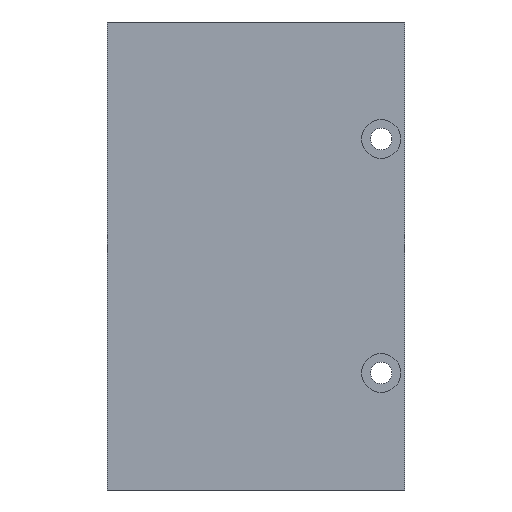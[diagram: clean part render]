
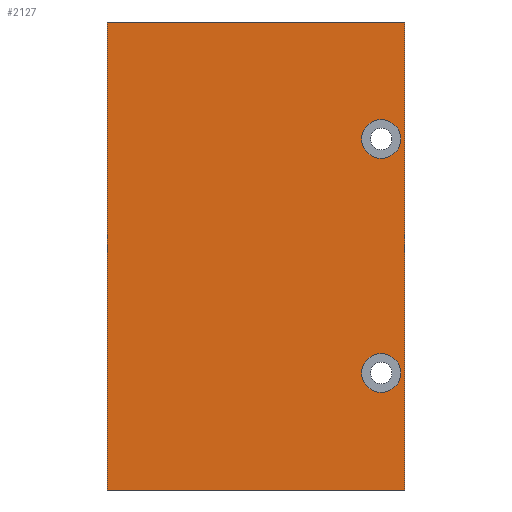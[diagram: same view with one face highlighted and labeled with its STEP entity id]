
A CAD part, left-side view. The second image highlights one B-rep face of the part: STEP entity #2127.
In plain terms, the highlighted planar face has unit normal (-1, 0, 0).
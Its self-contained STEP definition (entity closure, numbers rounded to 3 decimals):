
#66 = LINE ( 'NONE', #2704, #1843 ) ;
#79 = DIRECTION ( 'NONE',  ( 0., -1., 0. ) ) ;
#149 = AXIS2_PLACEMENT_3D ( 'NONE', #2817, #1730, #2784 ) ;
#238 = DIRECTION ( 'NONE',  ( 0., 0., 1. ) ) ;
#266 = DIRECTION ( 'NONE',  ( 0., 0., 1. ) ) ;
#310 = CIRCLE ( 'NONE', #149, 5. ) ;
#328 = ORIENTED_EDGE ( 'NONE', *, *, #1007, .F. ) ;
#350 = ORIENTED_EDGE ( 'NONE', *, *, #2192, .F. ) ;
#364 = CIRCLE ( 'NONE', #642, 5. ) ;
#393 = CARTESIAN_POINT ( 'NONE',  ( -19.05, 0., -120. ) ) ;
#404 = CARTESIAN_POINT ( 'NONE',  ( -19.05, 0., -120. ) ) ;
#410 = PLANE ( 'NONE',  #2120 ) ;
#448 = FACE_BOUND ( 'NONE', #1263, .T. ) ;
#512 = CARTESIAN_POINT ( 'NONE',  ( -19.05, 6., -35. ) ) ;
#537 = VERTEX_POINT ( 'NONE', #1530 ) ;
#642 = AXIS2_PLACEMENT_3D ( 'NONE', #1984, #955, #2036 ) ;
#751 = CARTESIAN_POINT ( 'NONE',  ( -19.05, 6., -25. ) ) ;
#800 = VECTOR ( 'NONE', #238, 1000. ) ;
#845 = ORIENTED_EDGE ( 'NONE', *, *, #1269, .F. ) ;
#851 = EDGE_CURVE ( 'NONE', #874, #3143, #1190, .T. ) ;
#874 = VERTEX_POINT ( 'NONE', #2760 ) ;
#907 = AXIS2_PLACEMENT_3D ( 'NONE', #1790, #1841, #2027 ) ;
#955 = DIRECTION ( 'NONE',  ( -1., 0., 0. ) ) ;
#985 = EDGE_CURVE ( 'NONE', #1731, #1744, #2883, .T. ) ;
#1007 = EDGE_CURVE ( 'NONE', #1466, #3143, #66, .T. ) ;
#1190 = LINE ( 'NONE', #404, #1473 ) ;
#1214 = DIRECTION ( 'NONE',  ( -1., 0., 0. ) ) ;
#1263 = EDGE_LOOP ( 'NONE', ( #2374, #845 ) ) ;
#1269 = EDGE_CURVE ( 'NONE', #1744, #1731, #1555, .T. ) ;
#1273 = CARTESIAN_POINT ( 'NONE',  ( -19.05, 76.2, -120. ) ) ;
#1312 = DIRECTION ( 'NONE',  ( -1., 0., 0. ) ) ;
#1335 = VERTEX_POINT ( 'NONE', #1273 ) ;
#1337 = EDGE_LOOP ( 'NONE', ( #350, #1429 ) ) ;
#1357 = CARTESIAN_POINT ( 'NONE',  ( -19.05, 0., 0. ) ) ;
#1396 = AXIS2_PLACEMENT_3D ( 'NONE', #2356, #1312, #266 ) ;
#1429 = ORIENTED_EDGE ( 'NONE', *, *, #2209, .F. ) ;
#1451 = LINE ( 'NONE', #393, #2889 ) ;
#1453 = ORIENTED_EDGE ( 'NONE', *, *, #2169, .T. ) ;
#1466 = VERTEX_POINT ( 'NONE', #1605 ) ;
#1473 = VECTOR ( 'NONE', #3265, 1000. ) ;
#1530 = CARTESIAN_POINT ( 'NONE',  ( -19.05, 6., -95. ) ) ;
#1555 = CIRCLE ( 'NONE', #907, 5. ) ;
#1605 = CARTESIAN_POINT ( 'NONE',  ( -19.05, 76.2, 0. ) ) ;
#1730 = DIRECTION ( 'NONE',  ( -1., 0., 0. ) ) ;
#1731 = VERTEX_POINT ( 'NONE', #751 ) ;
#1744 = VERTEX_POINT ( 'NONE', #512 ) ;
#1752 = FACE_OUTER_BOUND ( 'NONE', #2787, .T. ) ;
#1790 = CARTESIAN_POINT ( 'NONE',  ( -19.05, 6., -30. ) ) ;
#1798 = EDGE_CURVE ( 'NONE', #1335, #1466, #2382, .T. ) ;
#1841 = DIRECTION ( 'NONE',  ( -1., 0., 0. ) ) ;
#1843 = VECTOR ( 'NONE', #79, 1000. ) ;
#1874 = CARTESIAN_POINT ( 'NONE',  ( -19.05, 76.2, -120. ) ) ;
#1984 = CARTESIAN_POINT ( 'NONE',  ( -19.05, 6., -90. ) ) ;
#2027 = DIRECTION ( 'NONE',  ( 0., 0., 1. ) ) ;
#2036 = DIRECTION ( 'NONE',  ( 0., 0., 1. ) ) ;
#2120 = AXIS2_PLACEMENT_3D ( 'NONE', #3289, #1214, #3342 ) ;
#2127 = ADVANCED_FACE ( 'NONE', ( #448, #2244, #1752 ), #410, .T. ) ;
#2169 = EDGE_CURVE ( 'NONE', #1335, #874, #1451, .T. ) ;
#2192 = EDGE_CURVE ( 'NONE', #3262, #537, #364, .T. ) ;
#2209 = EDGE_CURVE ( 'NONE', #537, #3262, #310, .T. ) ;
#2244 = FACE_BOUND ( 'NONE', #1337, .T. ) ;
#2356 = CARTESIAN_POINT ( 'NONE',  ( -19.05, 6., -30. ) ) ;
#2374 = ORIENTED_EDGE ( 'NONE', *, *, #985, .F. ) ;
#2382 = LINE ( 'NONE', #1874, #800 ) ;
#2651 = CARTESIAN_POINT ( 'NONE',  ( -19.05, 6., -85. ) ) ;
#2704 = CARTESIAN_POINT ( 'NONE',  ( -19.05, 0., 0. ) ) ;
#2760 = CARTESIAN_POINT ( 'NONE',  ( -19.05, 0., -120. ) ) ;
#2784 = DIRECTION ( 'NONE',  ( 0., 0., 1. ) ) ;
#2787 = EDGE_LOOP ( 'NONE', ( #328, #3368, #1453, #3208 ) ) ;
#2817 = CARTESIAN_POINT ( 'NONE',  ( -19.05, 6., -90. ) ) ;
#2883 = CIRCLE ( 'NONE', #1396, 5. ) ;
#2889 = VECTOR ( 'NONE', #3304, 1000. ) ;
#3143 = VERTEX_POINT ( 'NONE', #1357 ) ;
#3208 = ORIENTED_EDGE ( 'NONE', *, *, #851, .T. ) ;
#3262 = VERTEX_POINT ( 'NONE', #2651 ) ;
#3265 = DIRECTION ( 'NONE',  ( 0., 0., 1. ) ) ;
#3289 = CARTESIAN_POINT ( 'NONE',  ( -19.05, 0., -120. ) ) ;
#3304 = DIRECTION ( 'NONE',  ( 0., -1., 0. ) ) ;
#3342 = DIRECTION ( 'NONE',  ( 0., -1., 0. ) ) ;
#3368 = ORIENTED_EDGE ( 'NONE', *, *, #1798, .F. ) ;
